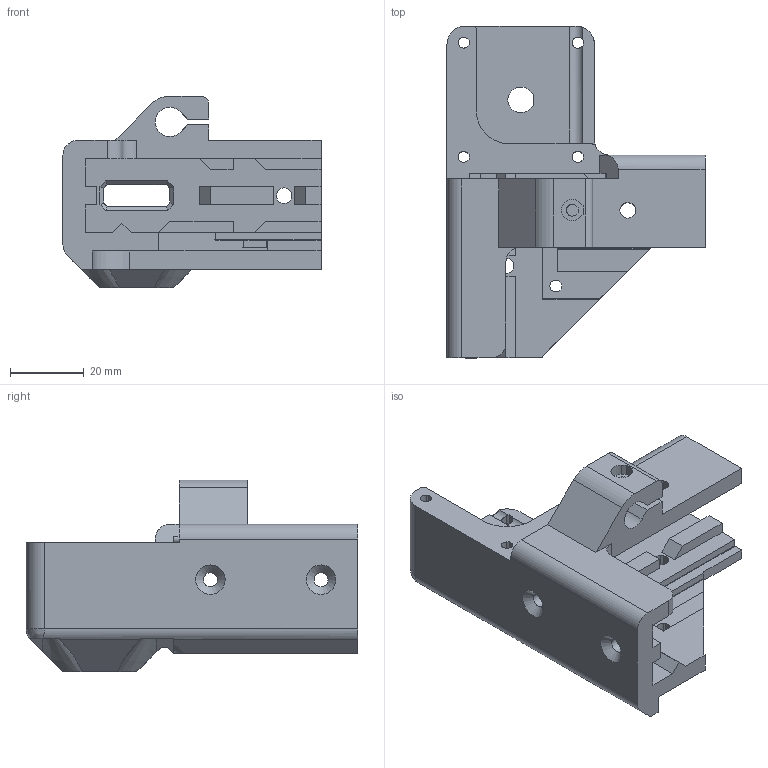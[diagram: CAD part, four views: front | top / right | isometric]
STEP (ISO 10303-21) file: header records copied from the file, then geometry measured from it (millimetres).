
FILE_DESCRIPTION(('FreeCAD Model'),'2;1');
FILE_NAME('LBackCorner.step','2018-02-05T12:49:13',('Author'),('' ),'Open CASCADE STEP processor 6.9','FreeCAD','Unknown');
FILE_SCHEMA(('AUTOMOTIVE_DESIGN_CC2 { 1 2 10303 214 -1 1 5 4 }'));
Length unit declared in the file: millimetre
Products named in the file (1): LBackCorner
Bounding box: 70 x 90 x 52 mm (x, y, z)
Volume: 62156.8 mm3; surface area: 25760.6 mm2
Topology: 1 solids, 1 shells, 238 faces, 679 edges, 441 vertices
Faces by surface type: plane 176, cylinder 48, cone 6, sphere 4, bspline 4
Full cylindrical faces by diameter (mm): 3.8 x2
Entity records: 19800 total; most frequent: CARTESIAN_POINT 6423, DIRECTION 2434, LINE 1667, VECTOR 1667, ORIENTED_EDGE 1354, PCURVE 1354, DEFINITIONAL_REPRESENTATION 1354, EDGE_CURVE 677
